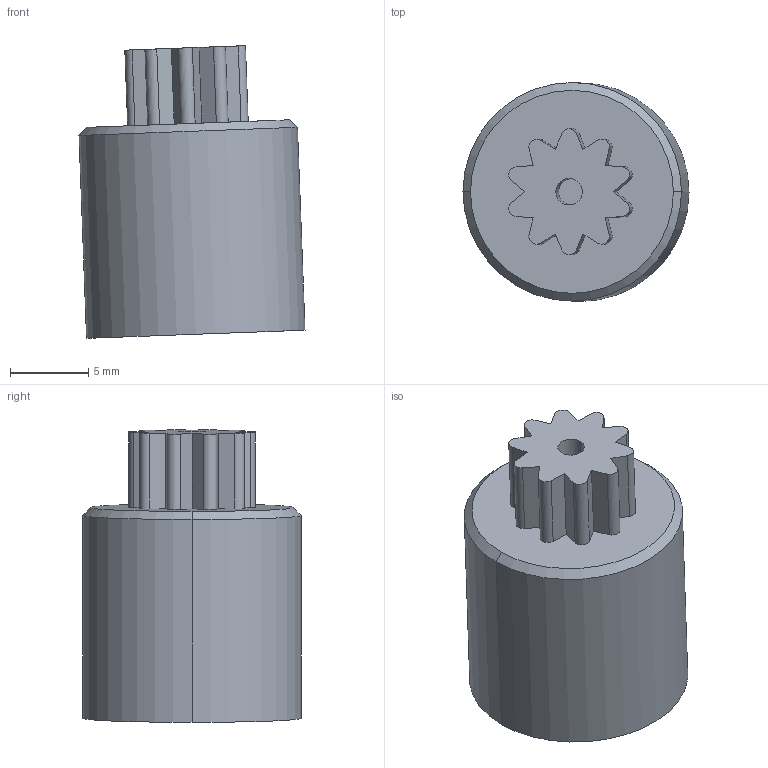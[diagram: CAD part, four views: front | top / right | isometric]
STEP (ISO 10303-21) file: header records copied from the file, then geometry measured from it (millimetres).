
FILE_DESCRIPTION (( 'STEP AP214' ), '1' );
FILE_NAME ('嗆儂怀堤粣.STEP', '2020-04-23T06:12:15', ( 'RC' ), ( '' ), 'SwSTEP 2.0', 'SolidWorks 2018', '' );
FILE_SCHEMA (( 'AUTOMOTIVE_DESIGN' ));
Length unit declared in the file: millimetre
Products named in the file (1): 嗆儂怀堤粣
Bounding box: 14.47 x 14 x 18.74 mm (x, y, z)
Volume: 2253.8 mm3; surface area: 1078.2 mm2
Topology: 1 solids, 1 shells, 40 faces, 106 edges, 70 vertices
Faces by surface type: plane 24, cylinder 14, cone 2
Entity records: 1278 total; most frequent: DIRECTION 218, CARTESIAN_POINT 217, ORIENTED_EDGE 212, EDGE_CURVE 106, VECTOR 76, LINE 76, AXIS2_PLACEMENT_3D 71, VERTEX_POINT 70
